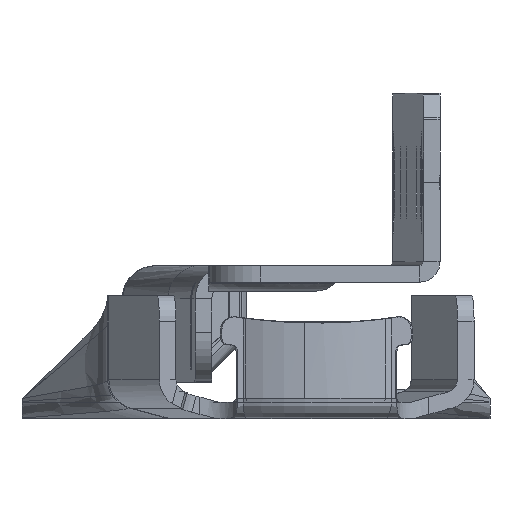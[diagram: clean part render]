
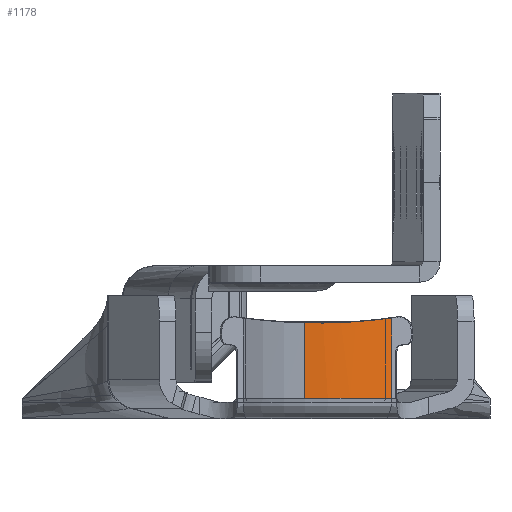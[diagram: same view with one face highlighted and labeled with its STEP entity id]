
A CAD part, left-side view. The second image highlights one B-rep face of the part: STEP entity #1178.
In plain terms, the highlighted cylindrical face has radius 12.3 mm (diameter 24.6 mm), a partial arc.
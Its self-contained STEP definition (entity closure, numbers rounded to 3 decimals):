
#294 = CARTESIAN_POINT ( 'NONE',  ( -700.001, -2.904, 6.7 ) ) ;
#819 = DIRECTION ( 'NONE',  ( 1., 0., 0. ) ) ;
#1178 = ADVANCED_FACE ( 'NONE', ( #23394 ), #13556, .T. ) ;
#1265 = CIRCLE ( 'NONE', #17985, 12.3 ) ;
#1705 = CARTESIAN_POINT ( 'NONE',  ( -687.701, -2.904, 6.7 ) ) ;
#1717 = EDGE_CURVE ( 'NONE', #23527, #16481, #18309, .T. ) ;
#1897 = CARTESIAN_POINT ( 'NONE',  ( -699.772, -5.285, 6.218 ) ) ;
#2131 = ORIENTED_EDGE ( 'NONE', *, *, #18560, .T. ) ;
#2849 = VECTOR ( 'NONE', #14610, 1000. ) ;
#3283 = VECTOR ( 'NONE', #8815, 1000. ) ;
#3690 = EDGE_CURVE ( 'NONE', #23527, #4537, #20543, .T. ) ;
#4537 = VERTEX_POINT ( 'NONE', #11481 ) ;
#6056 = EDGE_CURVE ( 'NONE', #28573, #4537, #1265, .T. ) ;
#6298 = DIRECTION ( 'NONE',  ( 0., 0., -1. ) ) ;
#6798 = CARTESIAN_POINT ( 'NONE',  ( -698.623, -8.688, 6.456 ) ) ;
#8705 = CARTESIAN_POINT ( 'NONE',  ( -697.958, -9.693, 6.603 ) ) ;
#8815 = DIRECTION ( 'NONE',  ( 0., 0., -1. ) ) ;
#10837 = ORIENTED_EDGE ( 'NONE', *, *, #1717, .T. ) ;
#11278 = CARTESIAN_POINT ( 'NONE',  ( -699.641, -5.874, 6.241 ) ) ;
#11481 = CARTESIAN_POINT ( 'NONE',  ( -697.958, -9.693, 0.3 ) ) ;
#11574 = CARTESIAN_POINT ( 'NONE',  ( -700.001, -3.505, 6.199 ) ) ;
#12425 = CARTESIAN_POINT ( 'NONE',  ( -700.001, -2.904, 6.214 ) ) ;
#13556 = CYLINDRICAL_SURFACE ( 'NONE', #26212, 12.3 ) ;
#13919 = CARTESIAN_POINT ( 'NONE',  ( -697.958, -9.693, 6.603 ) ) ;
#14557 = CARTESIAN_POINT ( 'NONE',  ( -700.001, -2.904, 0.3 ) ) ;
#14610 = DIRECTION ( 'NONE',  ( 0., 0., -1. ) ) ;
#16199 = CARTESIAN_POINT ( 'NONE',  ( -699.564, -6.168, 6.255 ) ) ;
#16351 = CARTESIAN_POINT ( 'NONE',  ( -699.957, -4.101, 6.196 ) ) ;
#16481 = VERTEX_POINT ( 'NONE', #12425 ) ;
#17985 = AXIS2_PLACEMENT_3D ( 'NONE', #24372, #26528, #819 ) ;
#18224 = CARTESIAN_POINT ( 'NONE',  ( -700.001, -2.904, 6.214 ) ) ;
#18309 = B_SPLINE_CURVE_WITH_KNOTS ( 'NONE', 3,
 ( #13919, #6798, #18692, #16199, #11278, #1897, #25610, #16351, #11574, #18224 ),
 .UNSPECIFIED., .F., .F.,
 ( 4, 2, 2, 2, 4 ),
 ( 0., 0.004, 0.004, 0.005, 0.007 ),
 .UNSPECIFIED. ) ;
#18560 = EDGE_CURVE ( 'NONE', #16481, #28573, #21375, .T. ) ;
#18692 = CARTESIAN_POINT ( 'NONE',  ( -699.129, -7.61, 6.341 ) ) ;
#20543 = LINE ( 'NONE', #29957, #3283 ) ;
#21375 = LINE ( 'NONE', #294, #2849 ) ;
#21471 = ORIENTED_EDGE ( 'NONE', *, *, #6056, .T. ) ;
#22938 = DIRECTION ( 'NONE',  ( -1., 0., 0. ) ) ;
#23394 = FACE_OUTER_BOUND ( 'NONE', #26474, .T. ) ;
#23527 = VERTEX_POINT ( 'NONE', #8705 ) ;
#24372 = CARTESIAN_POINT ( 'NONE',  ( -687.701, -2.904, 0.3 ) ) ;
#25493 = ORIENTED_EDGE ( 'NONE', *, *, #3690, .F. ) ;
#25610 = CARTESIAN_POINT ( 'NONE',  ( -699.826, -4.99, 6.21 ) ) ;
#26212 = AXIS2_PLACEMENT_3D ( 'NONE', #1705, #6298, #22938 ) ;
#26474 = EDGE_LOOP ( 'NONE', ( #10837, #2131, #21471, #25493 ) ) ;
#26528 = DIRECTION ( 'NONE',  ( 0., 0., 1. ) ) ;
#28573 = VERTEX_POINT ( 'NONE', #14557 ) ;
#29957 = CARTESIAN_POINT ( 'NONE',  ( -697.958, -9.693, 6.7 ) ) ;
